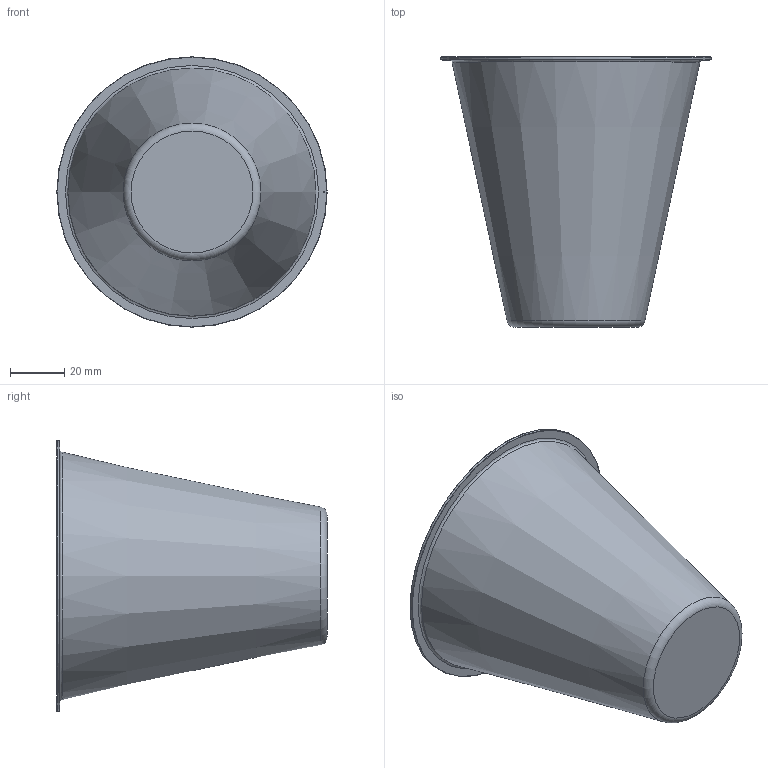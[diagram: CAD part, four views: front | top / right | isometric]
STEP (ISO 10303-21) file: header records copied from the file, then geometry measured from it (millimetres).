
FILE_DESCRIPTION((''),'2;1');
FILE_NAME('AssCup.stp','2015-01-07T10:44:22',('Administrator'),(''),'Autodesk Inventor 2008','Autodesk Inventor 2008','');
FILE_SCHEMA(('AUTOMOTIVE_DESIGN { 1 0 10303 214 1 1 1 1 }'));
Length unit declared in the file: millimetre
Products named in the file (3): AssCup; Cup; Ball1
Assembly tree (2 placements, depth 2):
  AssCup
    Cup
    Ball1
Bounding box: 100 x 100 x 100 mm (x, y, z)
Volume: 25567.8 mm3; surface area: 51055.2 mm2
Topology: 2 solids, 2 shells, 16 faces, 30 edges, 19 vertices
Faces by surface type: torus 4, plane 4, sphere 3, cone 2, bspline 2, cylinder 1
Full cylindrical faces by diameter (mm): 100 x1
Entity records: 501 total; most frequent: CARTESIAN_POINT 142, DIRECTION 70, AXIS2_PLACEMENT_3D 35, ORIENTED_EDGE 32, EDGE_LOOP 31, VERTEX_POINT 17, CIRCLE 16, EDGE_CURVE 16
